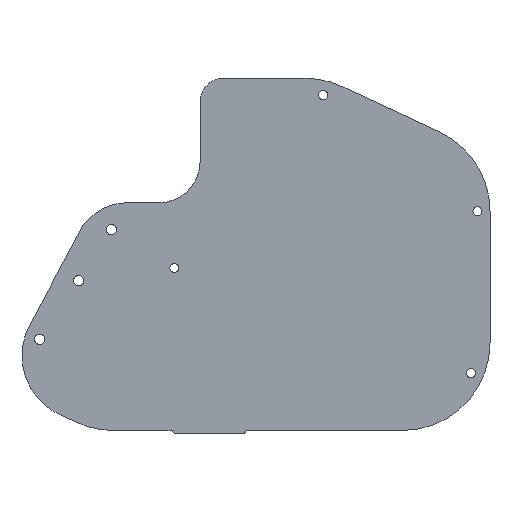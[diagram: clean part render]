
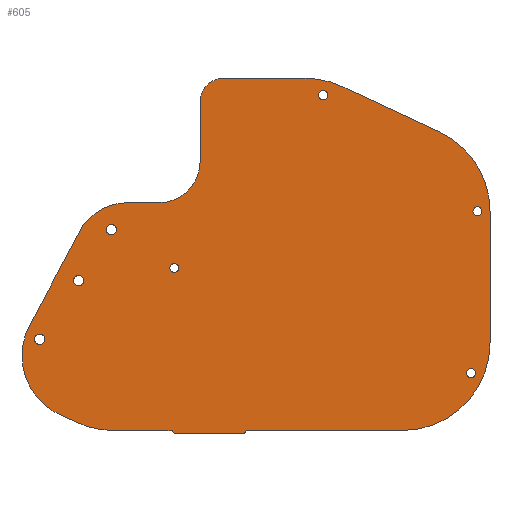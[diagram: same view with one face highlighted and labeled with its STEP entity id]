
A CAD part, front view. The second image highlights one B-rep face of the part: STEP entity #605.
In plain terms, the highlighted planar face has unit normal (0, -1, 0).
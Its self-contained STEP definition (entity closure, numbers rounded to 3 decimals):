
#19=FACE_BOUND('',#104,.T.);
#20=FACE_BOUND('',#105,.T.);
#21=FACE_BOUND('',#106,.T.);
#22=FACE_BOUND('',#107,.T.);
#23=FACE_BOUND('',#108,.T.);
#24=FACE_BOUND('',#109,.T.);
#25=FACE_BOUND('',#110,.T.);
#43=PLANE('',#686);
#73=FACE_OUTER_BOUND('',#103,.T.);
#103=EDGE_LOOP('',(#503,#504,#505,#506,#507,#508,#509,#510,#511,#512,#513,
#514,#515,#516,#517,#518,#519,#520,#521,#522,#523));
#104=EDGE_LOOP('',(#524));
#105=EDGE_LOOP('',(#525));
#106=EDGE_LOOP('',(#526));
#107=EDGE_LOOP('',(#527));
#108=EDGE_LOOP('',(#528));
#109=EDGE_LOOP('',(#529));
#110=EDGE_LOOP('',(#530));
#130=LINE('',#933,#178);
#134=LINE('',#945,#182);
#138=LINE('',#957,#186);
#142=LINE('',#969,#190);
#146=LINE('',#981,#194);
#150=LINE('',#993,#198);
#155=LINE('',#1011,#203);
#159=LINE('',#1023,#207);
#163=LINE('',#1035,#211);
#166=LINE('',#1044,#214);
#178=VECTOR('',#754,10.);
#182=VECTOR('',#766,10.);
#186=VECTOR('',#778,10.);
#190=VECTOR('',#790,10.);
#194=VECTOR('',#802,10.);
#198=VECTOR('',#814,10.);
#203=VECTOR('',#833,10.);
#207=VECTOR('',#845,10.);
#211=VECTOR('',#857,10.);
#214=VECTOR('',#868,10.);
#215=CIRCLE('',#623,1.6);
#217=CIRCLE('',#626,1.4);
#219=CIRCLE('',#629,1.4);
#221=CIRCLE('',#632,1.6);
#223=CIRCLE('',#635,1.4);
#225=CIRCLE('',#638,1.4);
#227=CIRCLE('',#641,1.6);
#230=CIRCLE('',#645,27.2);
#232=CIRCLE('',#649,27.2);
#234=CIRCLE('',#653,27.2);
#236=CIRCLE('',#657,7.2);
#238=CIRCLE('',#661,12.8);
#240=CIRCLE('',#665,17.2);
#242=CIRCLE('',#669,20.145);
#244=CIRCLE('',#672,25.2);
#246=CIRCLE('',#676,27.2);
#248=CIRCLE('',#680,1.7);
#250=CIRCLE('',#684,1.7);
#251=VERTEX_POINT('',#878);
#253=VERTEX_POINT('',#884);
#255=VERTEX_POINT('',#890);
#257=VERTEX_POINT('',#896);
#259=VERTEX_POINT('',#902);
#261=VERTEX_POINT('',#908);
#263=VERTEX_POINT('',#914);
#267=VERTEX_POINT('',#923);
#268=VERTEX_POINT('',#925);
#270=VERTEX_POINT('',#931);
#272=VERTEX_POINT('',#937);
#274=VERTEX_POINT('',#943);
#276=VERTEX_POINT('',#949);
#278=VERTEX_POINT('',#955);
#280=VERTEX_POINT('',#961);
#282=VERTEX_POINT('',#967);
#284=VERTEX_POINT('',#973);
#286=VERTEX_POINT('',#979);
#288=VERTEX_POINT('',#985);
#290=VERTEX_POINT('',#991);
#292=VERTEX_POINT('',#997);
#294=VERTEX_POINT('',#1003);
#296=VERTEX_POINT('',#1009);
#298=VERTEX_POINT('',#1015);
#300=VERTEX_POINT('',#1021);
#302=VERTEX_POINT('',#1027);
#304=VERTEX_POINT('',#1033);
#306=VERTEX_POINT('',#1039);
#307=EDGE_CURVE('',#251,#251,#215,.T.);
#310=EDGE_CURVE('',#253,#253,#217,.T.);
#313=EDGE_CURVE('',#255,#255,#219,.T.);
#316=EDGE_CURVE('',#257,#257,#221,.T.);
#319=EDGE_CURVE('',#259,#259,#223,.T.);
#322=EDGE_CURVE('',#261,#261,#225,.T.);
#325=EDGE_CURVE('',#263,#263,#227,.T.);
#330=EDGE_CURVE('',#268,#267,#230,.T.);
#334=EDGE_CURVE('',#267,#270,#130,.T.);
#337=EDGE_CURVE('',#270,#272,#232,.T.);
#340=EDGE_CURVE('',#272,#274,#134,.T.);
#343=EDGE_CURVE('',#274,#276,#234,.T.);
#346=EDGE_CURVE('',#278,#276,#138,.T.);
#349=EDGE_CURVE('',#278,#280,#236,.T.);
#352=EDGE_CURVE('',#282,#280,#142,.T.);
#355=EDGE_CURVE('',#284,#282,#238,.T.);
#358=EDGE_CURVE('',#284,#286,#146,.T.);
#361=EDGE_CURVE('',#286,#288,#240,.T.);
#364=EDGE_CURVE('',#288,#290,#150,.T.);
#367=EDGE_CURVE('',#290,#292,#242,.T.);
#370=EDGE_CURVE('',#292,#294,#244,.T.);
#373=EDGE_CURVE('',#296,#294,#155,.T.);
#376=EDGE_CURVE('',#296,#298,#246,.T.);
#379=EDGE_CURVE('',#298,#300,#159,.T.);
#382=EDGE_CURVE('',#300,#302,#248,.T.);
#385=EDGE_CURVE('',#304,#302,#163,.T.);
#388=EDGE_CURVE('',#304,#306,#250,.T.);
#390=EDGE_CURVE('',#268,#306,#166,.T.);
#503=ORIENTED_EDGE('',*,*,#358,.T.);
#504=ORIENTED_EDGE('',*,*,#361,.T.);
#505=ORIENTED_EDGE('',*,*,#364,.T.);
#506=ORIENTED_EDGE('',*,*,#367,.T.);
#507=ORIENTED_EDGE('',*,*,#370,.T.);
#508=ORIENTED_EDGE('',*,*,#373,.F.);
#509=ORIENTED_EDGE('',*,*,#376,.T.);
#510=ORIENTED_EDGE('',*,*,#379,.T.);
#511=ORIENTED_EDGE('',*,*,#382,.T.);
#512=ORIENTED_EDGE('',*,*,#385,.F.);
#513=ORIENTED_EDGE('',*,*,#388,.T.);
#514=ORIENTED_EDGE('',*,*,#390,.F.);
#515=ORIENTED_EDGE('',*,*,#330,.T.);
#516=ORIENTED_EDGE('',*,*,#334,.T.);
#517=ORIENTED_EDGE('',*,*,#337,.T.);
#518=ORIENTED_EDGE('',*,*,#340,.T.);
#519=ORIENTED_EDGE('',*,*,#343,.T.);
#520=ORIENTED_EDGE('',*,*,#346,.F.);
#521=ORIENTED_EDGE('',*,*,#349,.T.);
#522=ORIENTED_EDGE('',*,*,#352,.F.);
#523=ORIENTED_EDGE('',*,*,#355,.F.);
#524=ORIENTED_EDGE('',*,*,#307,.T.);
#525=ORIENTED_EDGE('',*,*,#310,.T.);
#526=ORIENTED_EDGE('',*,*,#313,.T.);
#527=ORIENTED_EDGE('',*,*,#316,.T.);
#528=ORIENTED_EDGE('',*,*,#319,.T.);
#529=ORIENTED_EDGE('',*,*,#322,.T.);
#530=ORIENTED_EDGE('',*,*,#325,.T.);
#605=ADVANCED_FACE('',(#73,#19,#20,#21,#22,#23,#24,#25),#43,.T.);
#623=AXIS2_PLACEMENT_3D('',#879,#695,#696);
#626=AXIS2_PLACEMENT_3D('',#885,#702,#703);
#629=AXIS2_PLACEMENT_3D('',#891,#709,#710);
#632=AXIS2_PLACEMENT_3D('',#897,#716,#717);
#635=AXIS2_PLACEMENT_3D('',#903,#723,#724);
#638=AXIS2_PLACEMENT_3D('',#909,#730,#731);
#641=AXIS2_PLACEMENT_3D('',#915,#737,#738);
#645=AXIS2_PLACEMENT_3D('',#926,#747,#748);
#649=AXIS2_PLACEMENT_3D('',#939,#760,#761);
#653=AXIS2_PLACEMENT_3D('',#951,#772,#773);
#657=AXIS2_PLACEMENT_3D('',#963,#784,#785);
#661=AXIS2_PLACEMENT_3D('',#975,#796,#797);
#665=AXIS2_PLACEMENT_3D('',#987,#808,#809);
#669=AXIS2_PLACEMENT_3D('',#999,#820,#821);
#672=AXIS2_PLACEMENT_3D('',#1005,#827,#828);
#676=AXIS2_PLACEMENT_3D('',#1017,#839,#840);
#680=AXIS2_PLACEMENT_3D('',#1029,#851,#852);
#684=AXIS2_PLACEMENT_3D('',#1041,#863,#864);
#686=AXIS2_PLACEMENT_3D('',#1045,#869,#870);
#695=DIRECTION('center_axis',(0.,1.,0.));
#696=DIRECTION('ref_axis',(-1.,0.,0.));
#702=DIRECTION('center_axis',(0.,1.,0.));
#703=DIRECTION('ref_axis',(-1.,0.,0.));
#709=DIRECTION('center_axis',(0.,1.,0.));
#710=DIRECTION('ref_axis',(-1.,0.,0.));
#716=DIRECTION('center_axis',(0.,1.,0.));
#717=DIRECTION('ref_axis',(-1.,0.,0.));
#723=DIRECTION('center_axis',(0.,1.,0.));
#724=DIRECTION('ref_axis',(-1.,0.,0.));
#730=DIRECTION('center_axis',(0.,1.,0.));
#731=DIRECTION('ref_axis',(-1.,0.,0.));
#737=DIRECTION('center_axis',(0.,1.,0.));
#738=DIRECTION('ref_axis',(-1.,0.,0.));
#747=DIRECTION('center_axis',(0.,-1.,0.));
#748=DIRECTION('ref_axis',(0.,0.,-1.));
#754=DIRECTION('',(0.,0.,1.));
#760=DIRECTION('center_axis',(0.,-1.,0.));
#761=DIRECTION('ref_axis',(1.,0.,0.));
#766=DIRECTION('',(-0.906,0.,0.423));
#772=DIRECTION('center_axis',(0.,-1.,0.));
#773=DIRECTION('ref_axis',(0.423,0.,0.906));
#778=DIRECTION('',(1.,0.,0.));
#784=DIRECTION('center_axis',(0.,-1.,0.));
#785=DIRECTION('ref_axis',(0.,0.,1.));
#790=DIRECTION('',(0.,0.,1.));
#796=DIRECTION('center_axis',(0.,-1.,0.));
#797=DIRECTION('ref_axis',(0.,0.,-1.));
#802=DIRECTION('',(-1.,0.,0.));
#808=DIRECTION('center_axis',(0.,-1.,0.));
#809=DIRECTION('ref_axis',(0.,0.,1.));
#814=DIRECTION('',(-0.471,0.,-0.882));
#820=DIRECTION('center_axis',(0.,-1.,0.));
#821=DIRECTION('ref_axis',(-0.882,0.,0.471));
#827=DIRECTION('center_axis',(0.,-1.,0.));
#828=DIRECTION('ref_axis',(-0.532,0.,-0.847));
#833=DIRECTION('',(-0.906,0.,0.423));
#839=DIRECTION('center_axis',(0.,-1.,0.));
#840=DIRECTION('ref_axis',(-0.423,0.,-0.906));
#845=DIRECTION('',(1.,0.,0.));
#851=DIRECTION('center_axis',(0.,-1.,0.));
#852=DIRECTION('ref_axis',(-0.911,0.,-0.412));
#857=DIRECTION('',(-1.,0.,0.));
#863=DIRECTION('center_axis',(0.,-1.,0.));
#864=DIRECTION('ref_axis',(0.,0.,-1.));
#868=DIRECTION('',(-1.,0.,0.));
#869=DIRECTION('center_axis',(0.,-1.,0.));
#870=DIRECTION('ref_axis',(-1.,0.,0.));
#878=CARTESIAN_POINT('',(-53.906,-3.,-26.009));
#879=CARTESIAN_POINT('Origin',(-55.506,-3.,-26.009));
#884=CARTESIAN_POINT('',(81.886,-3.,13.742));
#885=CARTESIAN_POINT('Origin',(80.486,-3.,13.742));
#890=CARTESIAN_POINT('',(33.982,-3.,49.81));
#891=CARTESIAN_POINT('Origin',(32.582,-3.,49.81));
#896=CARTESIAN_POINT('',(-41.764,-3.,-7.797));
#897=CARTESIAN_POINT('Origin',(-43.364,-3.,-7.797));
#902=CARTESIAN_POINT('',(79.854,-3.,-36.525));
#903=CARTESIAN_POINT('Origin',(78.454,-3.,-36.525));
#908=CARTESIAN_POINT('',(-12.246,-3.,-3.86));
#909=CARTESIAN_POINT('Origin',(-13.646,-3.,-3.86));
#914=CARTESIAN_POINT('',(-31.604,-3.,8.052));
#915=CARTESIAN_POINT('Origin',(-33.204,-3.,8.052));
#923=CARTESIAN_POINT('',(84.379,-3.,-27.15));
#925=CARTESIAN_POINT('',(57.179,-3.,-54.35));
#926=CARTESIAN_POINT('Origin',(57.179,-3.,-27.15));
#931=CARTESIAN_POINT('',(84.379,-3.,13.738));
#933=CARTESIAN_POINT('',(84.379,-3.,-27.15));
#937=CARTESIAN_POINT('',(68.674,-3.,38.389));
#939=CARTESIAN_POINT('Origin',(57.179,-3.,13.738));
#943=CARTESIAN_POINT('',(38.411,-3.,52.502));
#945=CARTESIAN_POINT('',(68.674,-3.,38.389));
#949=CARTESIAN_POINT('',(26.916,-3.,55.05));
#951=CARTESIAN_POINT('Origin',(26.916,-3.,27.85));
#955=CARTESIAN_POINT('',(1.564,-3.,55.05));
#957=CARTESIAN_POINT('',(1.564,-3.,55.05));
#961=CARTESIAN_POINT('',(-5.636,-3.,47.85));
#963=CARTESIAN_POINT('Origin',(1.564,-3.,47.85));
#967=CARTESIAN_POINT('',(-5.636,-3.,29.206));
#969=CARTESIAN_POINT('',(-5.636,-3.,29.206));
#973=CARTESIAN_POINT('',(-18.436,-3.,16.406));
#975=CARTESIAN_POINT('Origin',(-18.436,-3.,29.206));
#979=CARTESIAN_POINT('',(-28.115,-3.,16.406));
#981=CARTESIAN_POINT('',(-18.436,-3.,16.406));
#985=CARTESIAN_POINT('',(-42.059,-3.,9.276));
#987=CARTESIAN_POINT('Origin',(-28.115,-3.,-0.794));
#991=CARTESIAN_POINT('',(-58.588,-3.,-21.656));
#993=CARTESIAN_POINT('',(-42.059,-3.,9.276));
#997=CARTESIAN_POINT('',(-52.135,-3.,-47.817));
#999=CARTESIAN_POINT('Origin',(-40.821,-3.,-31.15));
#1003=CARTESIAN_POINT('',(-49.381,-3.,-49.317));
#1005=CARTESIAN_POINT('Origin',(-38.731,-3.,-26.478));
#1009=CARTESIAN_POINT('',(-44.053,-3.,-51.802));
#1011=CARTESIAN_POINT('',(-44.053,-3.,-51.802));
#1015=CARTESIAN_POINT('',(-32.557,-3.,-54.35));
#1017=CARTESIAN_POINT('Origin',(-32.557,-3.,-27.15));
#1021=CARTESIAN_POINT('',(-14.37,-3.,-54.35));
#1023=CARTESIAN_POINT('',(-32.557,-3.,-54.35));
#1027=CARTESIAN_POINT('',(-12.821,-3.,-55.35));
#1029=CARTESIAN_POINT('Origin',(-12.821,-3.,-53.65));
#1033=CARTESIAN_POINT('',(7.179,-3.,-55.35));
#1035=CARTESIAN_POINT('',(7.179,-3.,-55.35));
#1039=CARTESIAN_POINT('',(8.728,-3.,-54.35));
#1041=CARTESIAN_POINT('Origin',(7.179,-3.,-53.65));
#1044=CARTESIAN_POINT('',(57.179,-3.,-54.35));
#1045=CARTESIAN_POINT('Origin',(11.707,-3.,-0.15));
